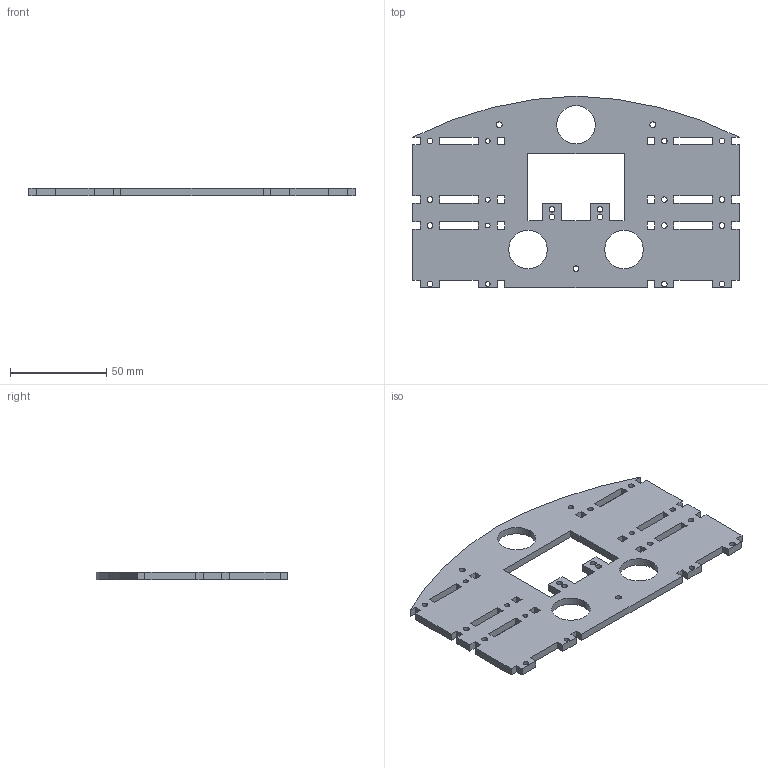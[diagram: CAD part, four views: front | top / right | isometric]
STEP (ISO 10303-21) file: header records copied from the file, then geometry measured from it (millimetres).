
FILE_DESCRIPTION (( 'STEP AP214' ), '1' );
FILE_NAME ('???????2.STEP', '2024-05-25T08:35:26', ( '' ), ( '' ), 'SwSTEP 2.0', 'SolidWorks 2022', '' );
FILE_SCHEMA (( 'AUTOMOTIVE_DESIGN' ));
Length unit declared in the file: millimetre
Products named in the file (1): ตัวกลาง2
Bounding box: 170 x 99.93 x 4 mm (x, y, z)
Volume: 48702.2 mm3; surface area: 30638.2 mm2
Topology: 1 solids, 1 shells, 161 faces, 477 edges, 318 vertices
Faces by surface type: plane 107, cylinder 54
Entity records: 5569 total; most frequent: CARTESIAN_POINT 957, ORIENTED_EDGE 954, DIRECTION 909, EDGE_CURVE 477, LINE 369, VECTOR 369, VERTEX_POINT 318, AXIS2_PLACEMENT_3D 270
